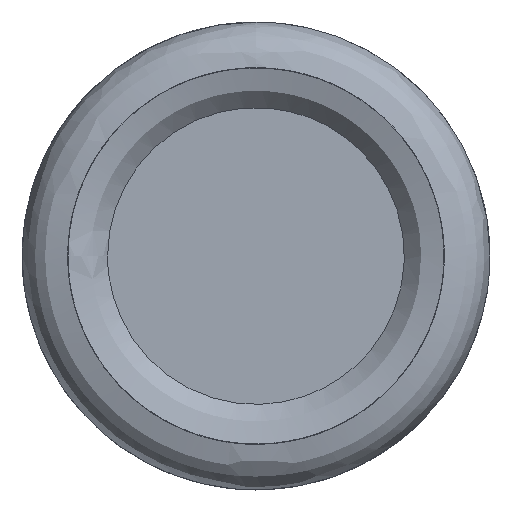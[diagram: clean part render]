
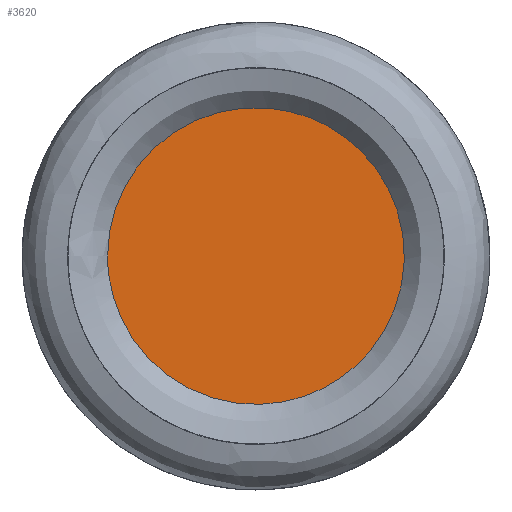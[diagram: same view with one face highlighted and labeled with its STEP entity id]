
A CAD part, left-side view. The second image highlights one B-rep face of the part: STEP entity #3620.
In plain terms, the highlighted free-form (B-spline) face has degree [1, 1] with [2, 2] control points.
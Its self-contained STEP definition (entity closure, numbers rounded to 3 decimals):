
#3482 = EDGE_CURVE('',#3483,#3483,#3485,.T.);
#3483 = VERTEX_POINT('',#3484);
#3484 = CARTESIAN_POINT('',(1.2,7.798,
    0.));
#3485 = ( BOUNDED_CURVE() B_SPLINE_CURVE(2,(#3486,#3487,#3488,#3489,
#3490,#3491,#3492),.UNSPECIFIED.,.T.,.F.) B_SPLINE_CURVE_WITH_KNOTS((1,2
    ,2,2,2,1),(-2.094,0.,2.094,4.189,
6.283,8.378),.UNSPECIFIED.) CURVE() 
GEOMETRIC_REPRESENTATION_ITEM() RATIONAL_B_SPLINE_CURVE((1.,0.5,1.,0.5,
1.,0.5,1.)) REPRESENTATION_ITEM('') );
#3486 = CARTESIAN_POINT('',(1.2,7.798,0.));
#3487 = CARTESIAN_POINT('',(1.2,7.798,13.506
    ));
#3488 = CARTESIAN_POINT('',(1.2,-3.899,6.753
    ));
#3489 = CARTESIAN_POINT('',(1.2,-15.595,
    0.));
#3490 = CARTESIAN_POINT('',(1.2,-3.899,
    -6.753));
#3491 = CARTESIAN_POINT('',(1.2,7.798,-13.506
    ));
#3492 = CARTESIAN_POINT('',(1.2,7.798,0.));
#3620 = ADVANCED_FACE('',(#3621),#3624,.F.);
#3621 = FACE_BOUND('',#3622,.T.);
#3622 = EDGE_LOOP('',(#3623));
#3623 = ORIENTED_EDGE('',*,*,#3482,.F.);
#3624 = B_SPLINE_SURFACE_WITH_KNOTS('',1,1,(
    (#3625,#3626)
    ,(#3627,#3628
    )),.UNSPECIFIED.,.F.,.F.,.F.,(2,2),(2,2),(-6.5,6.5),(-6.5,6.5),
  .PIECEWISE_BEZIER_KNOTS.);
#3625 = CARTESIAN_POINT('',(1.2,-7.798,-7.798
    ));
#3626 = CARTESIAN_POINT('',(1.2,-7.798,7.798)
  );
#3627 = CARTESIAN_POINT('',(1.2,7.798,-7.798)
  );
#3628 = CARTESIAN_POINT('',(1.2,7.798,7.798)
  );
